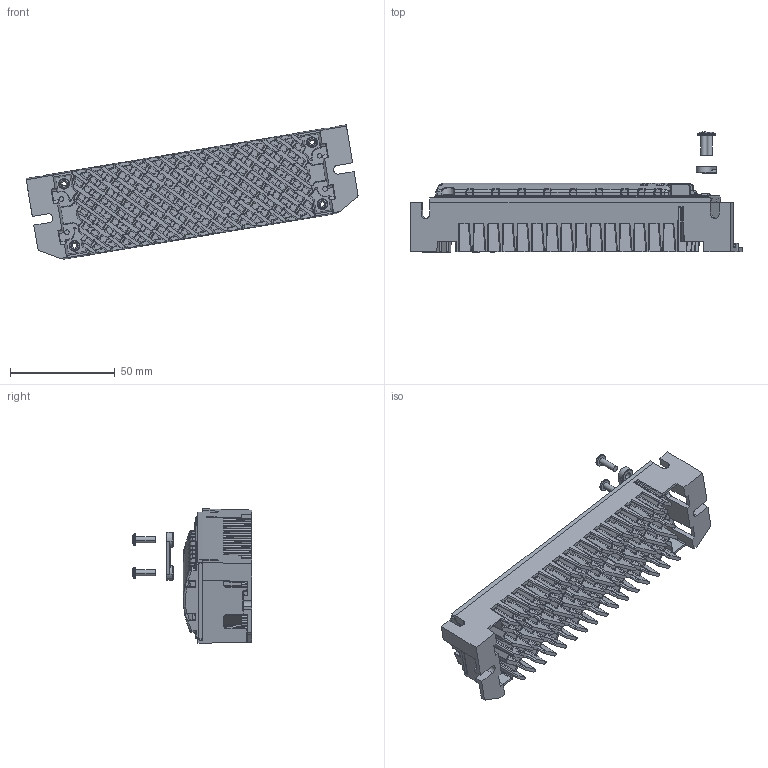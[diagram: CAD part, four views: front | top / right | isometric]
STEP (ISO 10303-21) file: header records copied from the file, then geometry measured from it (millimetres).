
FILE_DESCRIPTION(('Creo Elements/Direct Modeling STEP Export'),'2;1');
FILE_NAME('READYLINE S IP20_HS.stp','2019-03-18T14:14:50',(''),(''),'Creo Elements/Direct Modeling STEP processor for AP214 (Solid Model)','Creo Elements/Direct Modeling 20.0B 07-Aug-2017 (C) Parametric Technology GmbH','');
FILE_SCHEMA(('AUTOMOTIVE_DESIGN { 1 0 10303 214 1 1 1 1 }'));
Length unit declared in the file: millimetre
Products named in the file (9): vite_led_b.1.1.1.2; vite_led_b.1.1.1; viti_fissaggio; heatsink_1; diffusore; LED-module.1; piastrina_serracavo; rivetti; readyline_S
Assembly tree (8 placements, depth 3):
  readyline_S
    rivetti
    piastrina_serracavo
    LED-module.1
    diffusore
    heatsink_1
    viti_fissaggio
      vite_led_b.1.1.1
      vite_led_b.1.1.1.2
Bounding box: 158.47 x 57.21 x 64.15 mm (x, y, z)
Volume: 89507.4 mm3; surface area: 84759.7 mm2
Topology: 6 solids, 6 shells, 3968 faces, 11468 edges, 7481 vertices
Faces by surface type: plane 2149, cylinder 1429, torus 179, bspline 146, sphere 33, cone 32
Entity records: 177885 total; most frequent: CARTESIAN_POINT 47727, ORIENTED_EDGE 22886, DIRECTION 18642, EDGE_CURVE 11439, VERTEX_POINT 7481, VECTOR 6852, LINE 6852, AXIS2_PLACEMENT_3D 5895
